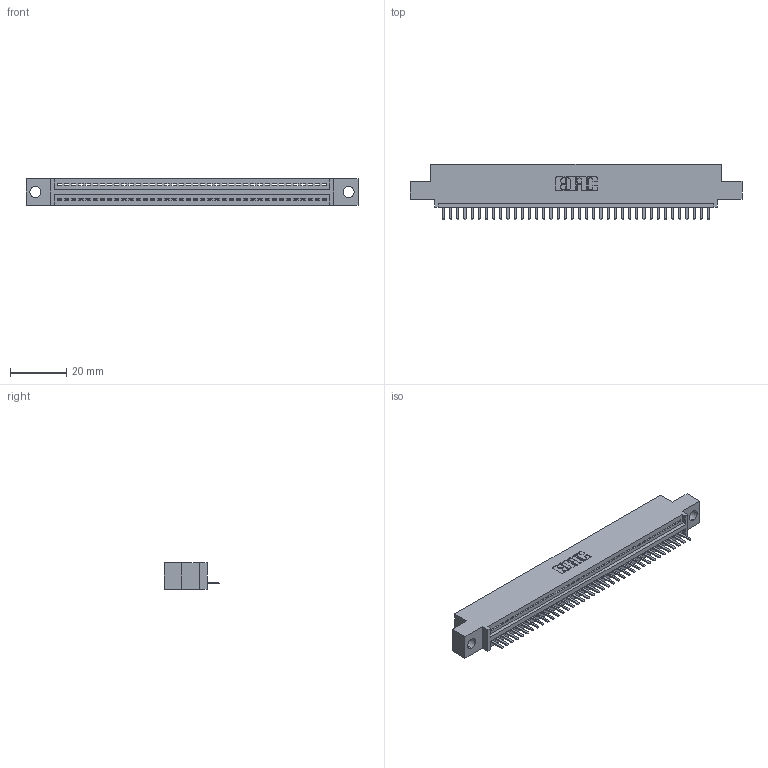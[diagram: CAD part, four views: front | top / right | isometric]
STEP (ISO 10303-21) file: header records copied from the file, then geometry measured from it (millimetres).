
FILE_DESCRIPTION (( 'STEP AP203' ), '1' );
FILE_NAME ('395-038-520-404.STEP', '2019-10-22T00:27:27', ( '' ), ( '' ), 'SwSTEP 2.0', 'SolidWorks 2016', '' );
FILE_SCHEMA (( 'CONFIG_CONTROL_DESIGN' ));
Length unit declared in the file: inch
Products named in the file (3): 345-292-001_345-293-120; 345 Part_0.110 Offset - 0.156 Dia-TH; 395-038-520-404
Assembly tree (39 placements, depth 2):
  395-038-520-404
    345 Part_0.110 Offset - 0.156 Dia-TH
    345-292-001_345-293-120  x38
Bounding box: 117.73 x 19.68 x 9.4 mm (x, y, z)
Volume: 10878.7 mm3; surface area: 13935.5 mm2
Topology: 39 solids, 39 shells, 2486 faces, 7345 edges, 4794 vertices
Faces by surface type: plane 1680, cylinder 806
Entity records: 29387 total; most frequent: CARTESIAN_POINT 5110, ORIENTED_EDGE 5070, DIRECTION 4455, EDGE_CURVE 2535, VECTOR 2247, LINE 2247, VERTEX_POINT 1686, AXIS2_PLACEMENT_3D 1104
